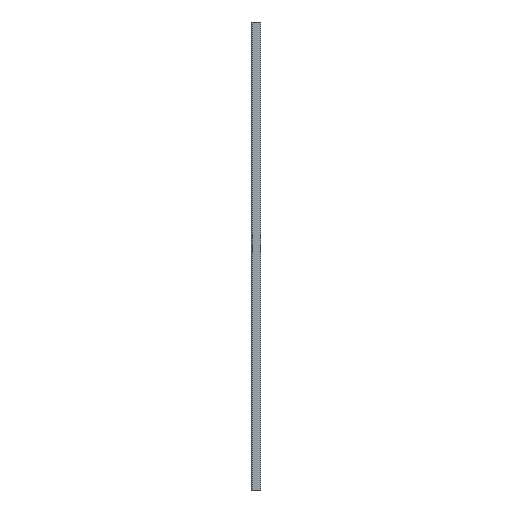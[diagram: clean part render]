
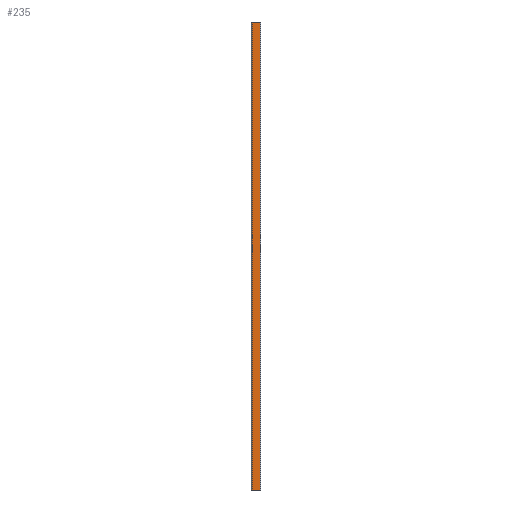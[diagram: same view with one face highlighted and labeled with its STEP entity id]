
A CAD part, left-side view. The second image highlights one B-rep face of the part: STEP entity #235.
In plain terms, the highlighted face is planar.
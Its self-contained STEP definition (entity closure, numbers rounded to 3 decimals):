
#5 = VERTEX_POINT ( 'NONE', #1621 ) ;
#25 = CARTESIAN_POINT ( 'NONE',  ( 1500., 2.5, 0. ) ) ;
#30 = VECTOR ( 'NONE', #33, 1000. ) ;
#33 = DIRECTION ( 'NONE',  ( 0., 1., 0. ) ) ;
#48 = DIRECTION ( 'NONE',  ( 0., 1., 0. ) ) ;
#56 = CARTESIAN_POINT ( 'NONE',  ( -1500., 54., 0. ) ) ;
#57 = DIRECTION ( 'NONE',  ( -1., 0., 0. ) ) ;
#68 = EDGE_CURVE ( 'NONE', #5, #873, #673, .T. ) ;
#111 = DIRECTION ( 'NONE',  ( -1., 0., 0. ) ) ;
#127 = ORIENTED_EDGE ( 'NONE', *, *, #172, .T. ) ;
#172 = EDGE_CURVE ( 'NONE', #1030, #1233, #1187, .T. ) ;
#224 = EDGE_LOOP ( 'NONE', ( #823, #701, #995, #127 ) ) ;
#235 = ADVANCED_FACE ( 'NONE', ( #1092 ), #1087, .F. ) ;
#271 = DIRECTION ( 'NONE',  ( 0., -1., 0. ) ) ;
#311 = CARTESIAN_POINT ( 'NONE',  ( -1500., 2.5, 0. ) ) ;
#414 = CARTESIAN_POINT ( 'NONE',  ( -1500., 2.5, 0. ) ) ;
#476 = EDGE_CURVE ( 'NONE', #1233, #873, #942, .T. ) ;
#535 = CARTESIAN_POINT ( 'NONE',  ( 1500., 2.5, 0. ) ) ;
#552 = VECTOR ( 'NONE', #48, 1000. ) ;
#591 = AXIS2_PLACEMENT_3D ( 'NONE', #535, #1314, #271 ) ;
#643 = CARTESIAN_POINT ( 'NONE',  ( 1500., 2.5, 0. ) ) ;
#673 = LINE ( 'NONE', #1117, #1322 ) ;
#701 = ORIENTED_EDGE ( 'NONE', *, *, #68, .F. ) ;
#774 = LINE ( 'NONE', #824, #30 ) ;
#823 = ORIENTED_EDGE ( 'NONE', *, *, #476, .T. ) ;
#824 = CARTESIAN_POINT ( 'NONE',  ( 1500., 2.5, 0. ) ) ;
#873 = VERTEX_POINT ( 'NONE', #56 ) ;
#942 = LINE ( 'NONE', #311, #552 ) ;
#995 = ORIENTED_EDGE ( 'NONE', *, *, #1275, .F. ) ;
#1030 = VERTEX_POINT ( 'NONE', #643 ) ;
#1087 = PLANE ( 'NONE',  #591 ) ;
#1092 = FACE_OUTER_BOUND ( 'NONE', #224, .T. ) ;
#1117 = CARTESIAN_POINT ( 'NONE',  ( 1500., 54., 0. ) ) ;
#1187 = LINE ( 'NONE', #25, #1394 ) ;
#1233 = VERTEX_POINT ( 'NONE', #414 ) ;
#1275 = EDGE_CURVE ( 'NONE', #1030, #5, #774, .T. ) ;
#1314 = DIRECTION ( 'NONE',  ( 0., 0., 1. ) ) ;
#1322 = VECTOR ( 'NONE', #111, 1000. ) ;
#1394 = VECTOR ( 'NONE', #57, 1000. ) ;
#1621 = CARTESIAN_POINT ( 'NONE',  ( 1500., 54., 0. ) ) ;
